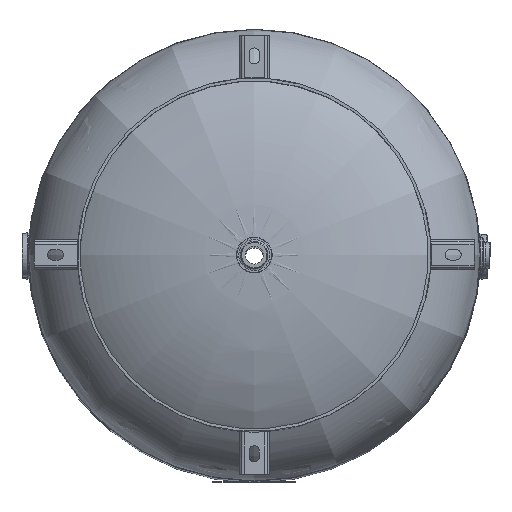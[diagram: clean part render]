
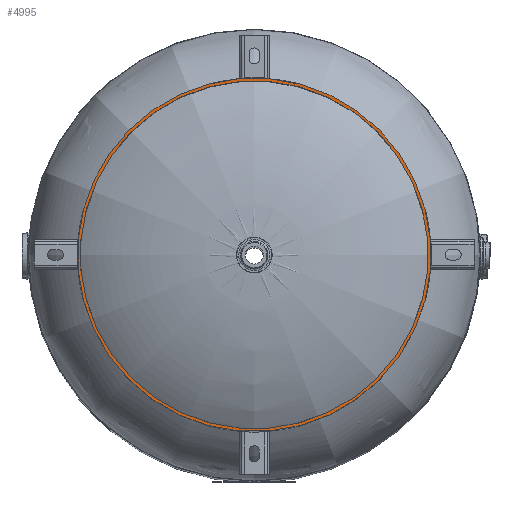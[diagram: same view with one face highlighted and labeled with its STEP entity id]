
A CAD part, top view. The second image highlights one B-rep face of the part: STEP entity #4995.
In plain terms, the highlighted face is planar.
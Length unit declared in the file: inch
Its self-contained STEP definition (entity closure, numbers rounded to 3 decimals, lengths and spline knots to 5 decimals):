
#315=CIRCLE('',#5467,11.5625);
#317=CIRCLE('',#5470,11.75);
#349=LINE('',#9560,#807);
#350=LINE('',#9563,#808);
#807=VECTOR('',#6032,0.3937);
#808=VECTOR('',#6035,0.3937);
#1273=PLANE('',#5469);
#1641=FACE_OUTER_BOUND('',#2019,.T.);
#2019=EDGE_LOOP('',(#3771,#3772,#3773,#3774));
#2489=VERTEX_POINT('',#9551);
#2490=VERTEX_POINT('',#9553);
#2492=VERTEX_POINT('',#9559);
#2493=VERTEX_POINT('',#9561);
#2980=EDGE_CURVE('',#2490,#2489,#315,.T.);
#2983=EDGE_CURVE('',#2489,#2492,#349,.T.);
#2984=EDGE_CURVE('',#2493,#2492,#317,.T.);
#2985=EDGE_CURVE('',#2490,#2493,#350,.T.);
#3771=ORIENTED_EDGE('',*,*,#2983,.T.);
#3772=ORIENTED_EDGE('',*,*,#2984,.F.);
#3773=ORIENTED_EDGE('',*,*,#2985,.F.);
#3774=ORIENTED_EDGE('',*,*,#2980,.T.);
#4995=ADVANCED_FACE('',(#1641),#1273,.T.);
#5467=AXIS2_PLACEMENT_3D('',#9554,#6025,#6026);
#5469=AXIS2_PLACEMENT_3D('',#9558,#6030,#6031);
#5470=AXIS2_PLACEMENT_3D('',#9562,#6033,#6034);
#6025=DIRECTION('center_axis',(0.,1.,0.));
#6026=DIRECTION('ref_axis',(-1.,0.,0.));
#6030=DIRECTION('center_axis',(0.,-1.,0.));
#6031=DIRECTION('ref_axis',(0.,0.,-1.));
#6032=DIRECTION('',(-1.,0.,0.));
#6033=DIRECTION('center_axis',(0.,1.,0.));
#6034=DIRECTION('ref_axis',(-1.,0.,0.));
#6035=DIRECTION('',(-1.,0.,0.));
#9551=CARTESIAN_POINT('',(-11.5625,-5.375,-0.00202));
#9553=CARTESIAN_POINT('',(-11.5625,-5.375,0.));
#9554=CARTESIAN_POINT('Origin',(0.,-5.375,0.));
#9558=CARTESIAN_POINT('Origin',(-11.65625,-5.375,0.));
#9559=CARTESIAN_POINT('',(-11.75,-5.375,-0.00205));
#9560=CARTESIAN_POINT('',(-11.5625,-5.375,-0.00202));
#9561=CARTESIAN_POINT('',(-11.75,-5.375,0.));
#9562=CARTESIAN_POINT('Origin',(0.,-5.375,0.));
#9563=CARTESIAN_POINT('',(-11.5625,-5.375,0.));
